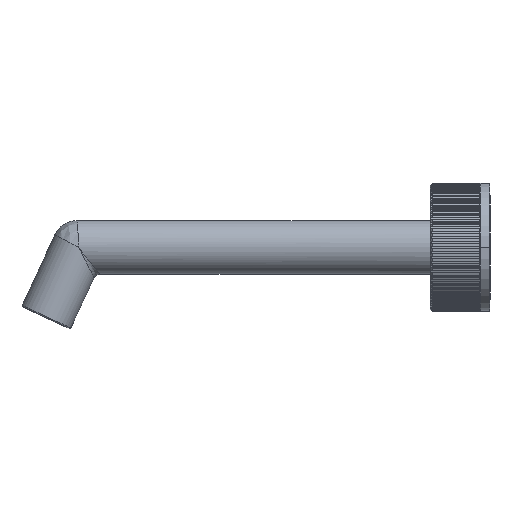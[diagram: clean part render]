
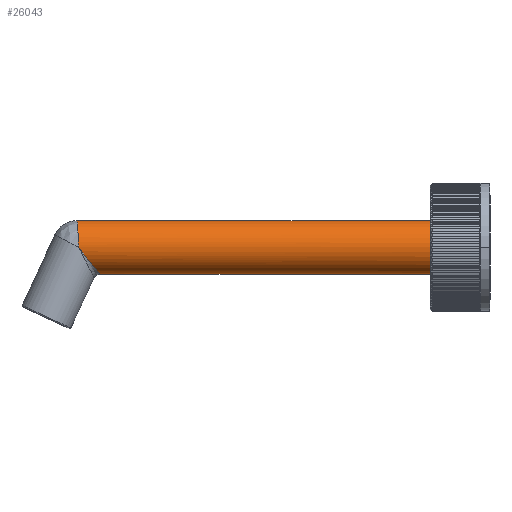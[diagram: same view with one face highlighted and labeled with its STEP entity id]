
A CAD part, left-side view. The second image highlights one B-rep face of the part: STEP entity #26043.
In plain terms, the highlighted cylindrical face has radius 13 mm (diameter 26 mm), a partial arc.
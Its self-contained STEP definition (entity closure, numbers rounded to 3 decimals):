
#25810=CARTESIAN_POINT('',(0.,24.5,0.));
#25811=DIRECTION('',(0.,1.,0.));
#25812=DIRECTION('',(0.,0.,-1.));
#25813=AXIS2_PLACEMENT_3D('',#25810,#25811,#25812);
#25815=CARTESIAN_POINT('',(0.,188.952,-13.));
#25816=CARTESIAN_POINT('',(-0.822,188.952,
-13.));
#25817=CARTESIAN_POINT('',(-2.496,189.075,
-12.843));
#25818=CARTESIAN_POINT('',(-4.99,189.657,
-12.101));
#25819=CARTESIAN_POINT('',(-7.391,190.664,
-10.817));
#25820=CARTESIAN_POINT('',(-9.608,192.146,
-8.927));
#25821=CARTESIAN_POINT('',(-11.453,194.109,
-6.423));
#25822=CARTESIAN_POINT('',(-12.701,196.503,
-3.37));
#25823=CARTESIAN_POINT('',(-12.999,198.244,
-1.152));
#25824=CARTESIAN_POINT('',(-13.,199.139,
-0.01));
#25826=CARTESIAN_POINT('',(0.,199.783,13.));
#25827=CARTESIAN_POINT('',(-0.991,199.783,
13.));
#25828=CARTESIAN_POINT('',(-2.954,199.771,
12.77));
#25829=CARTESIAN_POINT('',(-5.658,199.725,
11.821));
#25830=CARTESIAN_POINT('',(-8.122,199.65,
10.288));
#25831=CARTESIAN_POINT('',(-10.181,199.549,
8.252));
#25832=CARTESIAN_POINT('',(-11.738,199.434,
5.834));
#25833=CARTESIAN_POINT('',(-12.758,199.29,
3.044));
#25834=CARTESIAN_POINT('',(-13.,199.203,
1.018));
#25835=CARTESIAN_POINT('',(-13.,199.139,
-0.01));
#25837=DIRECTION('',(0.,-1.,0.));
#25838=VECTOR('',#25837,175.283);
#25839=CARTESIAN_POINT('',(0.,199.783,13.));
#25840=LINE('',#25839,#25838);
#25872=DIRECTION('',(0.,-1.,0.));
#25873=VECTOR('',#25872,164.452);
#25874=CARTESIAN_POINT('',(0.,188.952,-13.));
#25875=LINE('',#25874,#25873);
#25987=CARTESIAN_POINT('',(0.,199.783,
13.));
#25989=VERTEX_POINT('',#25987);
#25991=VERTEX_POINT('',#25815);
#25992=VERTEX_POINT('',#25824);
#26003=CARTESIAN_POINT('',(0.,24.5,13.));
#26004=CARTESIAN_POINT('',(0.,24.5,-13.));
#26005=VERTEX_POINT('',#26003);
#26006=VERTEX_POINT('',#26004);
#26027=CARTESIAN_POINT('',(0.,199.146,0.));
#26028=DIRECTION('',(0.,-1.,0.));
#26029=DIRECTION('',(0.,0.,-1.));
#26030=AXIS2_PLACEMENT_3D('',#26027,#26028,#26029);
#26031=CYLINDRICAL_SURFACE('',#26030,13.);
#26032=ORIENTED_EDGE('',*,*,#26016,.F.);
#26034=ORIENTED_EDGE('',*,*,#26033,.F.);
#26036=ORIENTED_EDGE('',*,*,#26035,.T.);
#26038=ORIENTED_EDGE('',*,*,#26037,.F.);
#26040=ORIENTED_EDGE('',*,*,#26039,.T.);
#26041=EDGE_LOOP('',(#26032,#26034,#26036,#26038,#26040));
#26042=FACE_OUTER_BOUND('',#26041,.F.);
#26043=ADVANCED_FACE('',(#26042),#26031,.T.);
#25814=CIRCLE('',#25813,13.);
#25825=B_SPLINE_CURVE_WITH_KNOTS('',3,(#25815,#25816,#25817,#25818,#25819,
#25820,#25821,#25822,#25823,#25824),.UNSPECIFIED.,.F.,.F.,(4,1,1,1,1,1,1,4),(
0.,0.143,0.286,0.429,0.571,
0.714,0.857,1.),.UNSPECIFIED.);
#25836=B_SPLINE_CURVE_WITH_KNOTS('',3,(#25826,#25827,#25828,#25829,#25830,
#25831,#25832,#25833,#25834,#25835),.UNSPECIFIED.,.F.,.F.,(4,1,1,1,1,1,1,4),(
0.,0.143,0.286,0.429,0.571,
0.714,0.857,1.),.UNSPECIFIED.);
#26016=EDGE_CURVE('',#26006,#26005,#25814,.T.);
#26033=EDGE_CURVE('',#25991,#26006,#25875,.T.);
#26035=EDGE_CURVE('',#25991,#25992,#25825,.T.);
#26037=EDGE_CURVE('',#25989,#25992,#25836,.T.);
#26039=EDGE_CURVE('',#25989,#26005,#25840,.T.);
